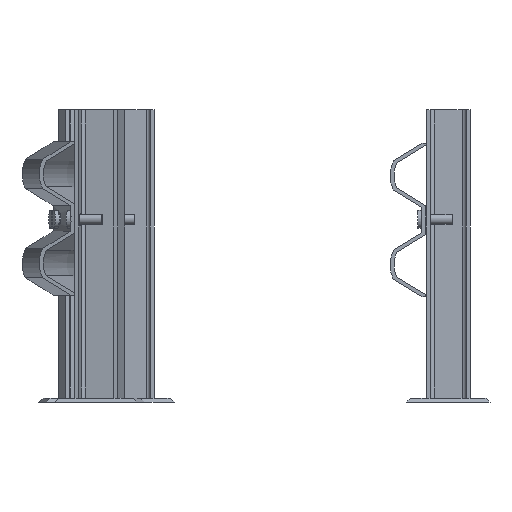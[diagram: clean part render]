
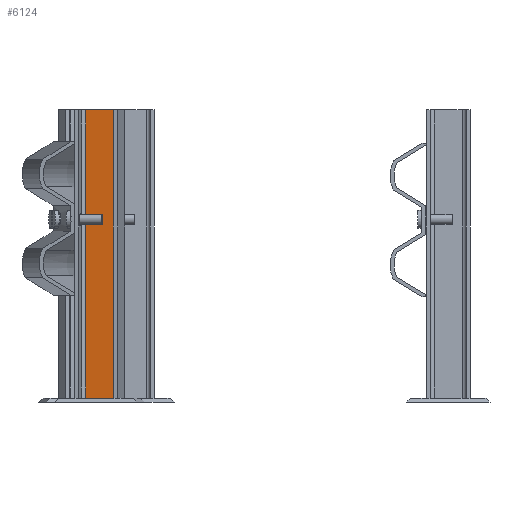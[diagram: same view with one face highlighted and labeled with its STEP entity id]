
A CAD part, front view. The second image highlights one B-rep face of the part: STEP entity #6124.
In plain terms, the highlighted planar face has unit normal (-0.174, -0.985, 0).
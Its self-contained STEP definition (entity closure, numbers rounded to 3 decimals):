
#5668=CARTESIAN_POINT('',(0.668,-217.639,0.));
#5669=VERTEX_POINT('',#5668);
#5677=CARTESIAN_POINT('',(-6.161,-216.434,0.));
#5678=VERTEX_POINT('',#5677);
#5679=CARTESIAN_POINT('',(-6.161,-216.434,0.));
#5680=DIRECTION('',(0.985,-0.174,0.));
#5681=VECTOR('',#5680,6.934);
#5682=LINE('',#5679,#5681);
#5683=EDGE_CURVE('',#5678,#5669,#5682,.T.);
#6062=CARTESIAN_POINT('',(-2.747,-217.037,63.5));
#6063=DIRECTION('',(0.174,0.985,0.));
#6064=DIRECTION('',(0.,0.,1.));
#6065=AXIS2_PLACEMENT_3D('',#6062,#6063,#6064);
#6066=PLANE('',#6065);
#6067=CARTESIAN_POINT('',(-6.161,-216.434,71.679));
#6068=VERTEX_POINT('',#6067);
#6069=CARTESIAN_POINT('',(0.668,-217.639,71.679));
#6070=VERTEX_POINT('',#6069);
#6071=CARTESIAN_POINT('',(-6.161,-216.434,71.679));
#6072=DIRECTION('',(0.985,-0.174,0.));
#6073=VECTOR('',#6072,6.934);
#6074=LINE('',#6071,#6073);
#6075=EDGE_CURVE('',#6068,#6070,#6074,.T.);
#6076=ORIENTED_EDGE('',*,*,#6075,.F.);
#6077=CARTESIAN_POINT('',(-6.161,-216.434,45.481));
#6078=VERTEX_POINT('',#6077);
#6079=CARTESIAN_POINT('',(-6.161,-216.434,71.679));
#6080=DIRECTION('',(0.,0.,-1.));
#6081=VECTOR('',#6080,26.197);
#6082=LINE('',#6079,#6081);
#6083=EDGE_CURVE('',#6068,#6078,#6082,.T.);
#6084=ORIENTED_EDGE('',*,*,#6083,.T.);
#6085=CARTESIAN_POINT('',(-6.161,-216.434,43.266));
#6086=VERTEX_POINT('',#6085);
#6087=CARTESIAN_POINT('',(-6.161,-216.434,45.481));
#6088=CARTESIAN_POINT('',(-6.161,-216.434,45.298));
#6089=CARTESIAN_POINT('',(-6.19,-216.429,45.114));
#6090=CARTESIAN_POINT('',(-6.224,-216.423,44.93));
#6091=CARTESIAN_POINT('',(-6.24,-216.42,44.838));
#6092=CARTESIAN_POINT('',(-6.258,-216.417,44.747));
#6093=CARTESIAN_POINT('',(-6.271,-216.415,44.655));
#6094=CARTESIAN_POINT('',(-6.283,-216.413,44.563));
#6095=CARTESIAN_POINT('',(-6.291,-216.411,44.471));
#6096=CARTESIAN_POINT('',(-6.292,-216.411,44.379));
#6097=CARTESIAN_POINT('',(-6.292,-216.411,44.287));
#6098=CARTESIAN_POINT('',(-6.284,-216.413,44.194));
#6099=CARTESIAN_POINT('',(-6.272,-216.415,44.102));
#6100=CARTESIAN_POINT('',(-6.259,-216.417,44.009));
#6101=CARTESIAN_POINT('',(-6.242,-216.42,43.917));
#6102=CARTESIAN_POINT('',(-6.225,-216.423,43.824));
#6103=CARTESIAN_POINT('',(-6.191,-216.429,43.639));
#6104=CARTESIAN_POINT('',(-6.161,-216.434,43.453));
#6105=CARTESIAN_POINT('',(-6.161,-216.434,43.266));
#6106=B_SPLINE_CURVE_WITH_KNOTS('',3,(#6087,#6088,#6089,#6090,#6091,#6092,#6093,#6094,#6095,#6096,#6097,#6098,#6099,#6100,#6101,#6102,#6103,#6104,#6105),.UNSPECIFIED.,.F.,.F.,(4,3,3,3,3,3,4),(0.002,0.002,0.003,0.003,0.003,0.003,0.004),.UNSPECIFIED.);
#6107=EDGE_CURVE('',#6078,#6086,#6106,.T.);
#6108=ORIENTED_EDGE('',*,*,#6107,.T.);
#6109=CARTESIAN_POINT('',(-6.161,-216.434,43.266));
#6110=DIRECTION('',(0.,0.,-1.));
#6111=VECTOR('',#6110,43.266);
#6112=LINE('',#6109,#6111);
#6113=EDGE_CURVE('',#6086,#5678,#6112,.T.);
#6114=ORIENTED_EDGE('',*,*,#6113,.T.);
#6115=ORIENTED_EDGE('',*,*,#5683,.T.);
#6116=CARTESIAN_POINT('',(0.668,-217.639,0.));
#6117=DIRECTION('',(-0.,-0.,1.));
#6118=VECTOR('',#6117,71.679);
#6119=LINE('',#6116,#6118);
#6120=EDGE_CURVE('',#5669,#6070,#6119,.T.);
#6121=ORIENTED_EDGE('',*,*,#6120,.T.);
#6122=EDGE_LOOP('',(#6076,#6084,#6108,#6114,#6115,#6121));
#6123=FACE_BOUND('',#6122,.T.);
#6124=ADVANCED_FACE('',(#6123),#6066,.F.);
